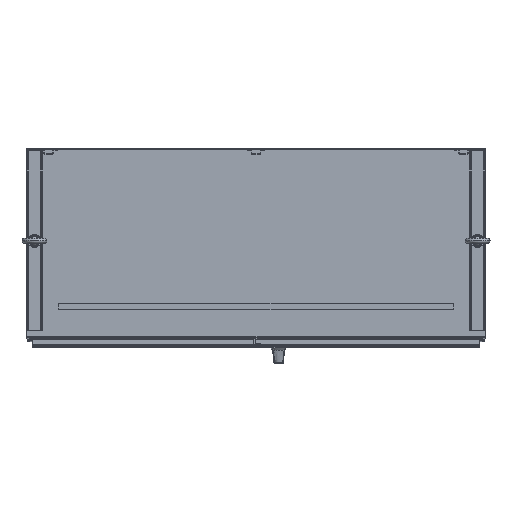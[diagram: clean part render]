
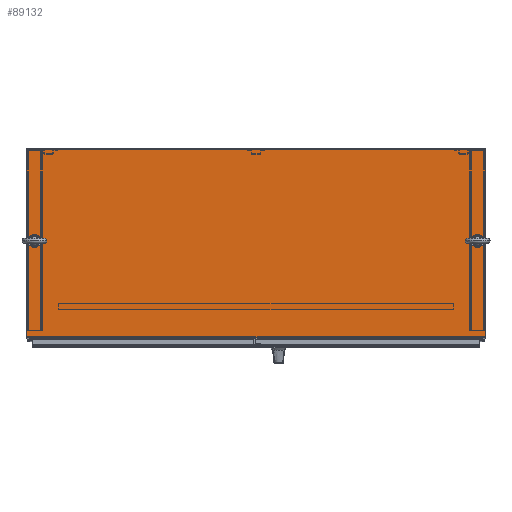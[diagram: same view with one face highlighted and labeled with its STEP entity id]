
A CAD part, top view. The second image highlights one B-rep face of the part: STEP entity #89132.
In plain terms, the highlighted planar face has unit normal (0, 0, 1).
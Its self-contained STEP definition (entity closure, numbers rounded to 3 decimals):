
#232 = ORIENTED_EDGE ( 'NONE', *, *, #82712, .T. ) ;
#344 = DIRECTION ( 'NONE',  ( 1., 0., 0. ) ) ;
#665 = EDGE_LOOP ( 'NONE', ( #232, #68346 ) ) ;
#960 = CARTESIAN_POINT ( 'NONE',  ( 29.937, -24.45, 30.063 ) ) ;
#2477 = VERTEX_POINT ( 'NONE', #63433 ) ;
#3788 = CARTESIAN_POINT ( 'NONE',  ( -29.937, 0., 30.063 ) ) ;
#4077 = DIRECTION ( 'NONE',  ( 0., 0., -1. ) ) ;
#5424 = VERTEX_POINT ( 'NONE', #30362 ) ;
#7689 = VECTOR ( 'NONE', #58132, 39.37 ) ;
#8148 = LINE ( 'NONE', #8614, #12520 ) ;
#8614 = CARTESIAN_POINT ( 'NONE',  ( 29.937, -24.593, 30.063 ) ) ;
#9698 = DIRECTION ( 'NONE',  ( 0., 0., -1. ) ) ;
#11553 = DIRECTION ( 'NONE',  ( 1., 0., 0. ) ) ;
#11713 = EDGE_CURVE ( 'NONE', #2477, #30582, #28266, .T. ) ;
#11843 = CARTESIAN_POINT ( 'NONE',  ( -28.562, -11.938, 30.063 ) ) ;
#12520 = VECTOR ( 'NONE', #21638, 39.37 ) ;
#13163 = ORIENTED_EDGE ( 'NONE', *, *, #27857, .T. ) ;
#13226 = CARTESIAN_POINT ( 'NONE',  ( 29.937, 0., 30.063 ) ) ;
#14598 = FACE_BOUND ( 'NONE', #665, .T. ) ;
#16626 = EDGE_CURVE ( 'NONE', #2477, #96073, #38901, .T. ) ;
#17200 = VERTEX_POINT ( 'NONE', #11843 ) ;
#17547 = DIRECTION ( 'NONE',  ( 0., 0., 1. ) ) ;
#20230 = LINE ( 'NONE', #13226, #30212 ) ;
#21032 = DIRECTION ( 'NONE',  ( 0., 0., -1. ) ) ;
#21638 = DIRECTION ( 'NONE',  ( 0., -1., 0. ) ) ;
#25647 = CARTESIAN_POINT ( 'NONE',  ( 28.937, -11.938, 30.063 ) ) ;
#26584 = CIRCLE ( 'NONE', #63114, 0.375 ) ;
#27857 = EDGE_CURVE ( 'NONE', #87611, #60123, #26584, .T. ) ;
#28266 = LINE ( 'NONE', #35257, #7689 ) ;
#30212 = VECTOR ( 'NONE', #51604, 39.37 ) ;
#30362 = CARTESIAN_POINT ( 'NONE',  ( -29.312, -11.938, 30.063 ) ) ;
#30533 = DIRECTION ( 'NONE',  ( 1., 0., 0. ) ) ;
#30582 = VERTEX_POINT ( 'NONE', #960 ) ;
#30642 = EDGE_CURVE ( 'NONE', #96073, #65516, #20230, .T. ) ;
#33098 = DIRECTION ( 'NONE',  ( 1., 0., 0. ) ) ;
#34655 = AXIS2_PLACEMENT_3D ( 'NONE', #44909, #21032, #52410 ) ;
#35257 = CARTESIAN_POINT ( 'NONE',  ( -29.937, -24.45, 30.063 ) ) ;
#36081 = CIRCLE ( 'NONE', #83751, 0.375 ) ;
#38901 = LINE ( 'NONE', #93697, #78153 ) ;
#39462 = FACE_BOUND ( 'NONE', #77064, .T. ) ;
#42602 = CIRCLE ( 'NONE', #34655, 0.375 ) ;
#44686 = CARTESIAN_POINT ( 'NONE',  ( 28.937, -11.938, 30.063 ) ) ;
#44909 = CARTESIAN_POINT ( 'NONE',  ( -28.937, -11.938, 30.063 ) ) ;
#44984 = FACE_OUTER_BOUND ( 'NONE', #69557, .T. ) ;
#46001 = ORIENTED_EDGE ( 'NONE', *, *, #11713, .T. ) ;
#47429 = CARTESIAN_POINT ( 'NONE',  ( -29.937, -24.593, 30.063 ) ) ;
#48372 = ORIENTED_EDGE ( 'NONE', *, *, #16626, .F. ) ;
#49614 = ORIENTED_EDGE ( 'NONE', *, *, #54131, .T. ) ;
#50477 = CARTESIAN_POINT ( 'NONE',  ( 29.937, 0., 30.063 ) ) ;
#51604 = DIRECTION ( 'NONE',  ( 1., 0., 0. ) ) ;
#52410 = DIRECTION ( 'NONE',  ( 1., 0., 0. ) ) ;
#54131 = EDGE_CURVE ( 'NONE', #60123, #87611, #96836, .T. ) ;
#58132 = DIRECTION ( 'NONE',  ( 1., 0., 0. ) ) ;
#60123 = VERTEX_POINT ( 'NONE', #85536 ) ;
#61458 = CARTESIAN_POINT ( 'NONE',  ( 29.312, -11.938, 30.063 ) ) ;
#61863 = PLANE ( 'NONE',  #78134 ) ;
#63114 = AXIS2_PLACEMENT_3D ( 'NONE', #44686, #68568, #344 ) ;
#63433 = CARTESIAN_POINT ( 'NONE',  ( -29.937, -24.45, 30.063 ) ) ;
#65516 = VERTEX_POINT ( 'NONE', #50477 ) ;
#68346 = ORIENTED_EDGE ( 'NONE', *, *, #85380, .T. ) ;
#68568 = DIRECTION ( 'NONE',  ( 0., 0., -1. ) ) ;
#69557 = EDGE_LOOP ( 'NONE', ( #84604, #81187, #48372, #46001 ) ) ;
#71375 = AXIS2_PLACEMENT_3D ( 'NONE', #25647, #9698, #33098 ) ;
#77064 = EDGE_LOOP ( 'NONE', ( #13163, #49614 ) ) ;
#78134 = AXIS2_PLACEMENT_3D ( 'NONE', #47429, #17547, #30533 ) ;
#78153 = VECTOR ( 'NONE', #92215, 39.37 ) ;
#81187 = ORIENTED_EDGE ( 'NONE', *, *, #30642, .F. ) ;
#82712 = EDGE_CURVE ( 'NONE', #17200, #5424, #36081, .T. ) ;
#83751 = AXIS2_PLACEMENT_3D ( 'NONE', #88739, #4077, #11553 ) ;
#84604 = ORIENTED_EDGE ( 'NONE', *, *, #86303, .F. ) ;
#85380 = EDGE_CURVE ( 'NONE', #5424, #17200, #42602, .T. ) ;
#85536 = CARTESIAN_POINT ( 'NONE',  ( 28.562, -11.938, 30.063 ) ) ;
#86303 = EDGE_CURVE ( 'NONE', #65516, #30582, #8148, .T. ) ;
#87611 = VERTEX_POINT ( 'NONE', #61458 ) ;
#88739 = CARTESIAN_POINT ( 'NONE',  ( -28.937, -11.938, 30.063 ) ) ;
#89132 = ADVANCED_FACE ( 'NONE', ( #14598, #44984, #39462 ), #61863, .T. ) ;
#92215 = DIRECTION ( 'NONE',  ( 0., 1., 0. ) ) ;
#93697 = CARTESIAN_POINT ( 'NONE',  ( -29.937, 0., 30.063 ) ) ;
#96073 = VERTEX_POINT ( 'NONE', #3788 ) ;
#96836 = CIRCLE ( 'NONE', #71375, 0.375 ) ;
